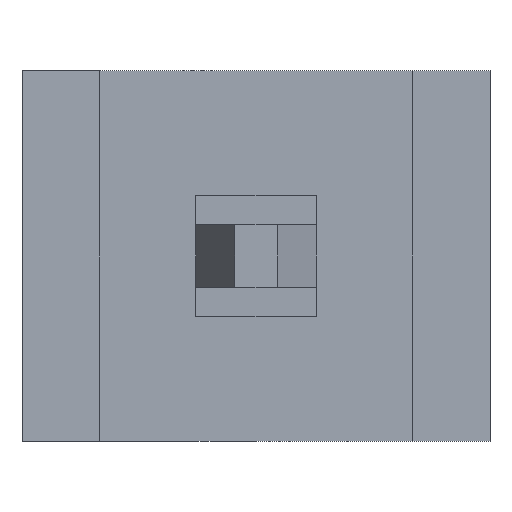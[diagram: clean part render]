
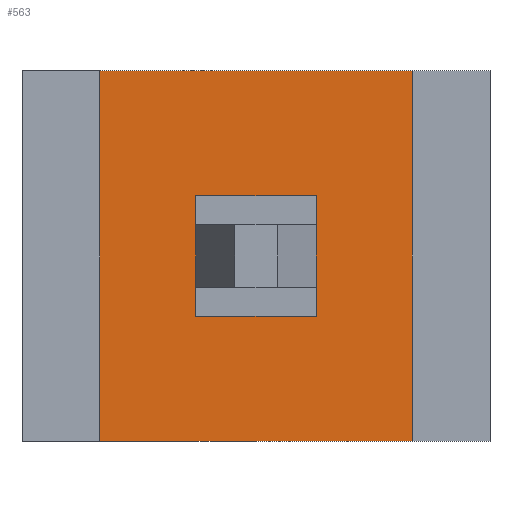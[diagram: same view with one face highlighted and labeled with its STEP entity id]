
A CAD part, front view. The second image highlights one B-rep face of the part: STEP entity #563.
In plain terms, the highlighted planar face has unit normal (0, -1, 0).
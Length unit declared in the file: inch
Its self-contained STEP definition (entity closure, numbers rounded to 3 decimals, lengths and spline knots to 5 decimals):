
#103=ORIENTED_EDGE('',*,*,#189,.F.);
#104=ORIENTED_EDGE('',*,*,#186,.F.);
#105=ORIENTED_EDGE('',*,*,#183,.F.);
#106=ORIENTED_EDGE('',*,*,#180,.F.);
#107=ORIENTED_EDGE('',*,*,#198,.T.);
#108=ORIENTED_EDGE('',*,*,#221,.F.);
#109=ORIENTED_EDGE('',*,*,#200,.T.);
#110=ORIENTED_EDGE('',*,*,#222,.T.);
#180=EDGE_CURVE('',#254,#255,#302,.T.);
#183=EDGE_CURVE('',#255,#257,#305,.T.);
#186=EDGE_CURVE('',#257,#259,#308,.T.);
#189=EDGE_CURVE('',#259,#254,#311,.T.);
#198=EDGE_CURVE('',#262,#268,#320,.T.);
#200=EDGE_CURVE('',#271,#269,#322,.T.);
#221=EDGE_CURVE('',#271,#268,#343,.T.);
#222=EDGE_CURVE('',#269,#262,#344,.T.);
#254=VERTEX_POINT('',#784);
#255=VERTEX_POINT('',#786);
#257=VERTEX_POINT('',#792);
#259=VERTEX_POINT('',#798);
#262=VERTEX_POINT('',#808);
#268=VERTEX_POINT('',#820);
#269=VERTEX_POINT('',#824);
#271=VERTEX_POINT('',#827);
#302=LINE('',#785,#376);
#305=LINE('',#791,#379);
#308=LINE('',#797,#382);
#311=LINE('',#803,#385);
#320=LINE('',#821,#394);
#322=LINE('',#826,#396);
#343=LINE('',#867,#417);
#344=LINE('',#868,#418);
#376=VECTOR('',#643,39.37008);
#379=VECTOR('',#648,39.37008);
#382=VECTOR('',#653,39.37008);
#385=VECTOR('',#658,39.37008);
#394=VECTOR('',#669,39.37008);
#396=VECTOR('',#673,39.37008);
#417=VECTOR('',#714,39.37008);
#418=VECTOR('',#715,39.37008);
#465=EDGE_LOOP('',(#103,#104,#105,#106));
#466=EDGE_LOOP('',(#107,#108,#109,#110));
#499=FACE_BOUND('',#465,.T.);
#500=FACE_BOUND('',#466,.T.);
#532=PLANE('',#620);
#563=ADVANCED_FACE('',(#499,#500),#532,.T.);
#620=AXIS2_PLACEMENT_3D('',#866,#712,#713);
#643=DIRECTION('',(1.,0.,0.));
#648=DIRECTION('',(0.,0.,1.));
#653=DIRECTION('',(-1.,0.,0.));
#658=DIRECTION('',(0.,0.,-1.));
#669=DIRECTION('',(1.,0.,0.));
#673=DIRECTION('',(-1.,0.,0.));
#712=DIRECTION('',(0.,-1.,0.));
#713=DIRECTION('',(1.,0.,0.));
#714=DIRECTION('',(0.,0.,-1.));
#715=DIRECTION('',(0.,0.,-1.));
#784=CARTESIAN_POINT('',(-0.0155,0.02,-0.0155));
#785=CARTESIAN_POINT('',(0.0155,0.02,-0.0155));
#786=CARTESIAN_POINT('',(0.0155,0.02,-0.0155));
#791=CARTESIAN_POINT('',(0.0155,0.02,0.0155));
#792=CARTESIAN_POINT('',(0.0155,0.02,0.0155));
#797=CARTESIAN_POINT('',(-0.0155,0.02,0.0155));
#798=CARTESIAN_POINT('',(-0.0155,0.02,0.0155));
#803=CARTESIAN_POINT('',(-0.0155,0.02,-0.0155));
#808=CARTESIAN_POINT('',(-0.04,0.02,-0.0475));
#820=CARTESIAN_POINT('',(0.04,0.02,-0.0475));
#821=CARTESIAN_POINT('',(0.06,0.02,-0.0475));
#824=CARTESIAN_POINT('',(-0.04,0.02,0.0475));
#826=CARTESIAN_POINT('',(-0.06,0.02,0.0475));
#827=CARTESIAN_POINT('',(0.04,0.02,0.0475));
#866=CARTESIAN_POINT('',(0.04,0.02,0.2));
#867=CARTESIAN_POINT('',(0.04,0.02,0.2));
#868=CARTESIAN_POINT('',(-0.04,0.02,0.2));
